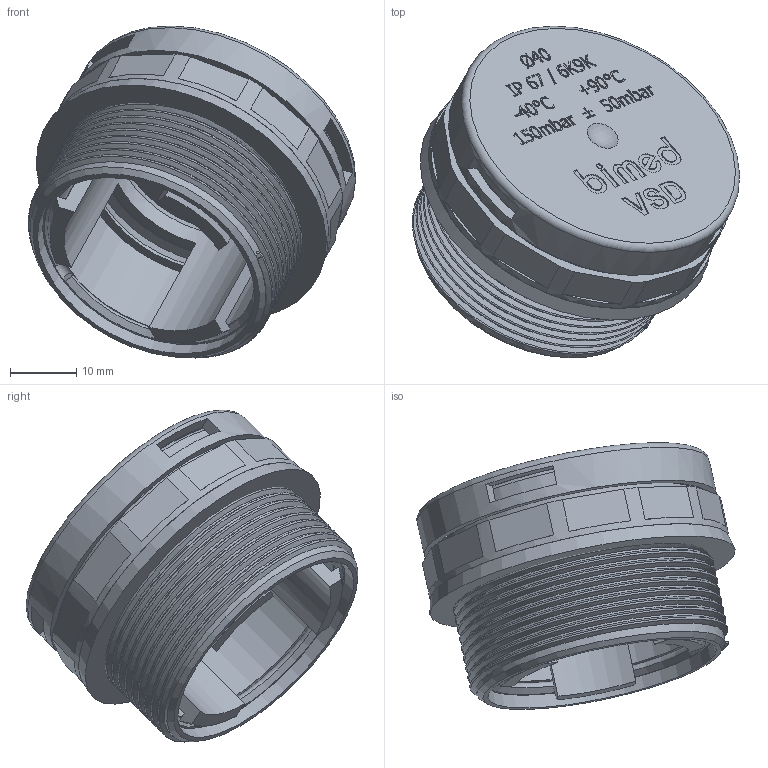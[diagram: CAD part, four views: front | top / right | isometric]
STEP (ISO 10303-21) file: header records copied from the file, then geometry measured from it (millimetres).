
FILE_DESCRIPTION(/* description */ (''),/* implementation_level */ '2;1');
FILE_NAME(/* name */ 'M40PLCT150-RST.stp',/* time_stamp */ '2020-04-15T13:44:37+02:00',/* author */ ('sl'),/* organization */ (''),/* preprocessor_version */ 'ST-DEVELOPER v16.5',/* originating_system */ 'Autodesk Inventor 2017',/* authorisation */ '');
FILE_SCHEMA (('AUTOMOTIVE_DESIGN { 1 0 10303 214 3 1 1 }'));
Length unit declared in the file: millimetre
Products named in the file (8): Sicherheits-DAE-01-BG-0001-M40PLCT150; KAPAK (VSD)-M40; V CONTA - KAPANMIŞ; INSERT (VSD); MEMBRAN (VSD); RONDELA (VSD)-2mm Enclosure; TEL SEGMAN(ACIK)-1.8-tornalanmıs; GÖVDE (VSD)-M40(BMZ)
Assembly tree (7 placements, depth 2):
  Sicherheits-DAE-01-BG-0001-M40PLCT150
    KAPAK (VSD)-M40
    V CONTA - KAPANMIŞ
    INSERT (VSD)
    MEMBRAN (VSD)
    RONDELA (VSD)-2mm Enclosure
    TEL SEGMAN(ACIK)-1.8-tornalanmıs
    GÖVDE (VSD)-M40(BMZ)
Bounding box: 49.28 x 49.95 x 49.99 mm (x, y, z)
Volume: 17915.2 mm3; surface area: 26732 mm2
Topology: 8 solids, 8 shells, 873 faces, 2363 edges, 1575 vertices
Faces by surface type: plane 450, bspline 339, cylinder 50, cone 20, torus 12, sphere 2
Full cylindrical faces by diameter (mm): 0.921 x1, 2.2 x3, 27 x1, 29 x1, 30 x1, 30.551 x1, 31 x1, 31.3 x1, 34.2 x1, 35 x3, 35.2 x1, 36 x2, 38.5 x1, 41 x1, 43 x2, 45 x1, 46 x1
Entity records: 33961 total; most frequent: CARTESIAN_POINT 14169, ORIENTED_EDGE 4604, DIRECTION 2910, EDGE_CURVE 2302, VERTEX_POINT 1559, LINE 1364, VECTOR 1364, EDGE_LOOP 1013
